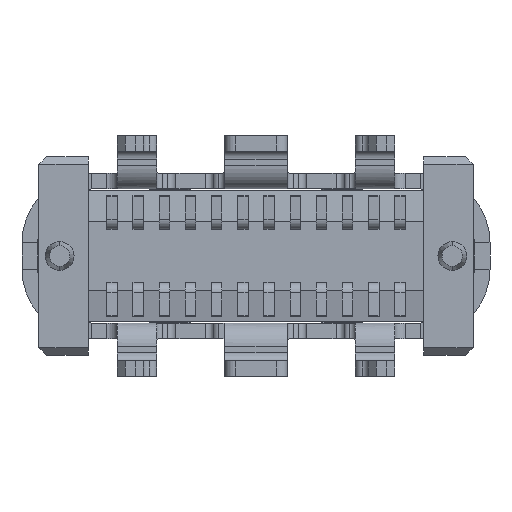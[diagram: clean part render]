
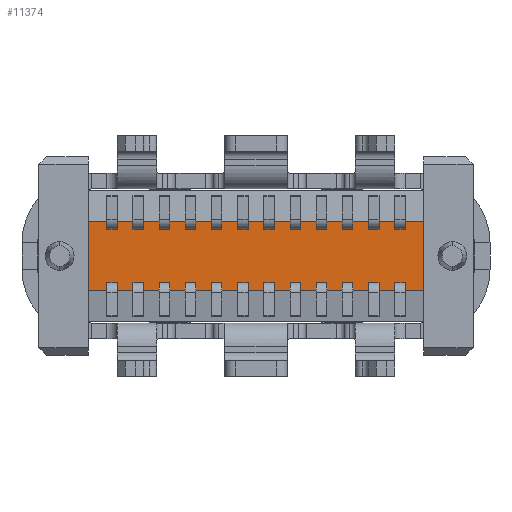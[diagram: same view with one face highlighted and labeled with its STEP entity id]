
A CAD part, front view. The second image highlights one B-rep face of the part: STEP entity #11374.
In plain terms, the highlighted planar face has unit normal (0, -1, 0).
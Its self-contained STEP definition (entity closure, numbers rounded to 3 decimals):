
#2966 = DIRECTION ( 'NONE',  ( -1., 0., 0. ) ) ;
#4222 = EDGE_CURVE ( 'NONE', #6367, #20009, #16790, .T. ) ;
#4648 = ORIENTED_EDGE ( 'NONE', *, *, #21487, .T. ) ;
#6176 = FACE_OUTER_BOUND ( 'NONE', #19041, .T. ) ;
#6367 = VERTEX_POINT ( 'NONE', #9428 ) ;
#7756 = VECTOR ( 'NONE', #11117, 1000. ) ;
#8901 = CARTESIAN_POINT ( 'NONE',  ( 3.2, 0.5, 1.25 ) ) ;
#8927 = LINE ( 'NONE', #13159, #23496 ) ;
#9428 = CARTESIAN_POINT ( 'NONE',  ( -3.2, 0.5, -0.65 ) ) ;
#9442 = ORIENTED_EDGE ( 'NONE', *, *, #4222, .F. ) ;
#9855 = PLANE ( 'NONE',  #31189 ) ;
#10545 = EDGE_CURVE ( 'NONE', #16935, #20009, #8927, .T. ) ;
#11117 = DIRECTION ( 'NONE',  ( 1., 0., 0. ) ) ;
#11374 = ADVANCED_FACE ( 'NONE', ( #6176 ), #9855, .F. ) ;
#13159 = CARTESIAN_POINT ( 'NONE',  ( 0., 0.5, 0.65 ) ) ;
#13237 = CARTESIAN_POINT ( 'NONE',  ( 3.2, 0.5, -0.65 ) ) ;
#13284 = DIRECTION ( 'NONE',  ( 0., 0., 1. ) ) ;
#15932 = ORIENTED_EDGE ( 'NONE', *, *, #10545, .T. ) ;
#16074 = CARTESIAN_POINT ( 'NONE',  ( 3.2, 0.5, -0.65 ) ) ;
#16790 = LINE ( 'NONE', #27731, #29020 ) ;
#16935 = VERTEX_POINT ( 'NONE', #29560 ) ;
#17588 = VERTEX_POINT ( 'NONE', #13237 ) ;
#19041 = EDGE_LOOP ( 'NONE', ( #4648, #15932, #9442, #27392 ) ) ;
#20009 = VERTEX_POINT ( 'NONE', #23744 ) ;
#20803 = LINE ( 'NONE', #8901, #26540 ) ;
#21487 = EDGE_CURVE ( 'NONE', #17588, #16935, #20803, .T. ) ;
#21856 = DIRECTION ( 'NONE',  ( 0., 0., 1. ) ) ;
#23251 = DIRECTION ( 'NONE',  ( 0., 0., 1. ) ) ;
#23496 = VECTOR ( 'NONE', #2966, 1000. ) ;
#23744 = CARTESIAN_POINT ( 'NONE',  ( -3.2, 0.5, 0.65 ) ) ;
#24185 = EDGE_CURVE ( 'NONE', #6367, #17588, #24663, .T. ) ;
#24663 = LINE ( 'NONE', #16074, #7756 ) ;
#26540 = VECTOR ( 'NONE', #23251, 1000. ) ;
#26903 = CARTESIAN_POINT ( 'NONE',  ( 0., 0.5, 0. ) ) ;
#27392 = ORIENTED_EDGE ( 'NONE', *, *, #24185, .T. ) ;
#27731 = CARTESIAN_POINT ( 'NONE',  ( -3.2, 0.5, 1.25 ) ) ;
#29020 = VECTOR ( 'NONE', #13284, 1000. ) ;
#29036 = DIRECTION ( 'NONE',  ( 0., 1., 0. ) ) ;
#29560 = CARTESIAN_POINT ( 'NONE',  ( 3.2, 0.5, 0.65 ) ) ;
#31189 = AXIS2_PLACEMENT_3D ( 'NONE', #26903, #29036, #21856 ) ;
